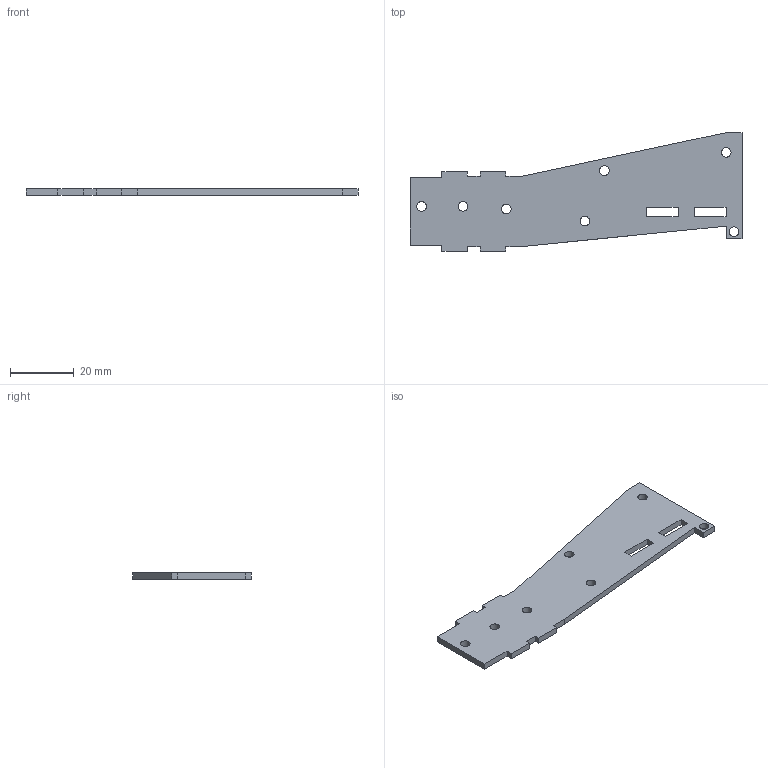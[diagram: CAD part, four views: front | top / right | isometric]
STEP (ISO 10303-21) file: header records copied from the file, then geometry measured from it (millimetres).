
FILE_DESCRIPTION(/* description */ (''),/* implementation_level */ '2;1');
FILE_NAME(/* name */ 'Behindarm_ipt_590c90d.STEP',/* time_stamp */ '2020-09-04T09:10:53+08:00',/* author */ ('Lvzongyang'),/* organization */ (''),/* preprocessor_version */ 'ST-DEVELOPER v15.6',/* originating_system */ 'Autodesk Inventor 2015',/* authorisation */ '');
FILE_SCHEMA (('AUTOMOTIVE_DESIGN { 1 0 10303 214 3 1 1 }'));
Length unit declared in the file: millimetre
Products named in the file (1): Behindarm
Bounding box: 104 x 37.21 x 2 mm (x, y, z)
Volume: 5014.3 mm3; surface area: 5812.4 mm2
Topology: 1 solids, 1 shells, 42 faces, 120 edges, 80 vertices
Faces by surface type: plane 35, cylinder 7
Full cylindrical faces by diameter (mm): 3 x7
Entity records: 1383 total; most frequent: CARTESIAN_POINT 236, ORIENTED_EDGE 226, DIRECTION 213, EDGE_CURVE 113, LINE 99, VECTOR 99, VERTEX_POINT 80, EDGE_LOOP 67
